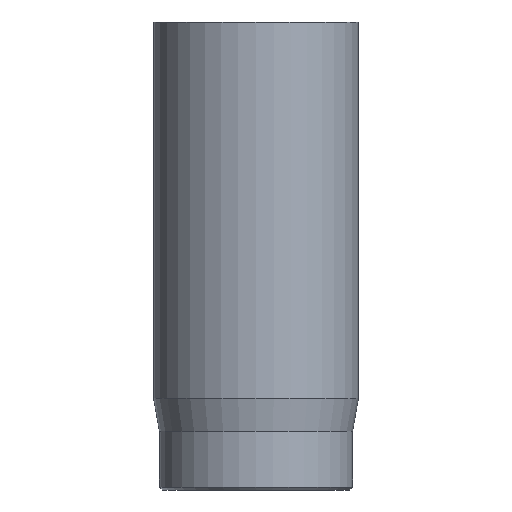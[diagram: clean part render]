
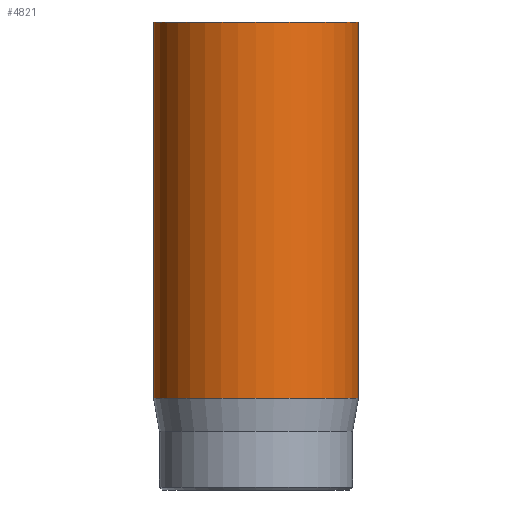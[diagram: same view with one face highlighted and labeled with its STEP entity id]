
A CAD part, front view. The second image highlights one B-rep face of the part: STEP entity #4821.
In plain terms, the highlighted cylindrical face has radius 1.75 mm (diameter 3.5 mm), a full revolution.
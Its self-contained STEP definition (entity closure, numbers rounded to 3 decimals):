
#640=CYLINDRICAL_SURFACE('',#5016,1.75);
#852=FACE_OUTER_BOUND('',#1137,.T.);
#1137=EDGE_LOOP('',(#4303,#4304,#4305,#4306,#4307));
#1482=LINE('',#8715,#1847);
#1847=VECTOR('',#5511,1.75);
#1934=CIRCLE('',#4999,1.75);
#1940=CIRCLE('',#5014,1.75);
#1941=CIRCLE('',#5015,1.75);
#2330=VERTEX_POINT('',#8685);
#2336=VERTEX_POINT('',#8709);
#2337=VERTEX_POINT('',#8710);
#2999=EDGE_CURVE('',#2330,#2330,#1934,.T.);
#3008=EDGE_CURVE('',#2336,#2337,#1940,.T.);
#3009=EDGE_CURVE('',#2337,#2336,#1941,.T.);
#3011=EDGE_CURVE('',#2330,#2336,#1482,.T.);
#4303=ORIENTED_EDGE('',*,*,#2999,.T.);
#4304=ORIENTED_EDGE('',*,*,#3011,.T.);
#4305=ORIENTED_EDGE('',*,*,#3008,.T.);
#4306=ORIENTED_EDGE('',*,*,#3009,.T.);
#4307=ORIENTED_EDGE('',*,*,#3011,.F.);
#4821=ADVANCED_FACE('',(#852),#640,.T.);
#4999=AXIS2_PLACEMENT_3D('',#8686,#5471,#5472);
#5014=AXIS2_PLACEMENT_3D('',#8711,#5504,#5505);
#5015=AXIS2_PLACEMENT_3D('',#8712,#5506,#5507);
#5016=AXIS2_PLACEMENT_3D('',#8714,#5509,#5510);
#5471=DIRECTION('center_axis',(0.,0.,-1.));
#5472=DIRECTION('ref_axis',(-1.,0.,0.));
#5504=DIRECTION('center_axis',(0.,0.,1.));
#5505=DIRECTION('ref_axis',(-1.,0.,0.));
#5506=DIRECTION('center_axis',(0.,0.,1.));
#5507=DIRECTION('ref_axis',(-1.,0.,0.));
#5509=DIRECTION('center_axis',(0.,0.,1.));
#5510=DIRECTION('ref_axis',(-1.,0.,0.));
#5511=DIRECTION('',(0.,0.,-1.));
#8685=CARTESIAN_POINT('',(1.75,0.,8.));
#8686=CARTESIAN_POINT('Origin',(0.,0.,8.));
#8709=CARTESIAN_POINT('',(1.75,0.,1.567));
#8710=CARTESIAN_POINT('',(-1.75,0.,1.567));
#8711=CARTESIAN_POINT('Origin',(0.,0.,1.567));
#8712=CARTESIAN_POINT('Origin',(0.,0.,1.567));
#8714=CARTESIAN_POINT('Origin',(0.,0.,0.));
#8715=CARTESIAN_POINT('',(1.75,0.,0.));
